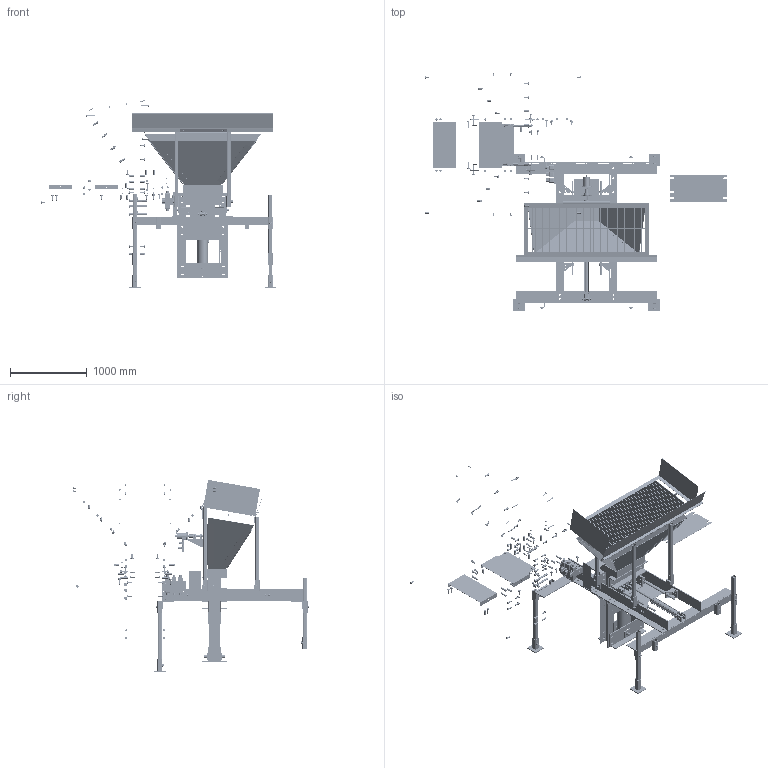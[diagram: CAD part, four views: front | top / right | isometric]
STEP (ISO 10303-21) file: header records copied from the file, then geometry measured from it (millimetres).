
FILE_DESCRIPTION(/* description */ ('Alibre Inc.'),/* implementation_level */ '2;1');
FILE_NAME(/* name */ 'export0',/* time_stamp */ '2014-04-06T21:44:31-05:00',/* author */ (''),/* organization */ (''),/* preprocessor_version */ 'ST-DEVELOPER v14',/* originating_system */ 'Alibre',/* authorisation */ '');
FILE_SCHEMA (('CONFIG_CONTROL_DESIGN'));
Products named in the file (164): ID_1; ID_2; ID_3; ID_4; ID_5; ID_6; ID_7; ID_8; ID_9; ID_10; ID_11; ID_12; ID_13; ID_14; ID_15; ID_16; ID_17; ID_18; ID_19; 97245A521; ID_20; ID_21; ID_22; ID_23; ID_24; ID_25; ID_26; ID_27; ID_28; ID_29; ID_30; ID_31; ID_32; ID_33; ID_34; ID_35; ID_36; ID_37; ID_38; ID_39 ...
Bounding box: 3928.88 x 3094.09 x 2503.95 mm (x, y, z)
Volume: 182247226.2 mm3; surface area: 52519429 mm2
Topology: 708 solids, 708 shells, 11975 faces, 28773 edges, 18501 vertices
Faces by surface type: plane 7914, cylinder 2216, cone 1710, torus 75, bspline 52, sphere 8
Full cylindrical faces by diameter (mm): 6.35 x4, 8.001 x4, 10.356 x10, 12.7 x14, 13.244 x16, 13.494 x32, 13.619 x4, 14.287 x6, 14.288 x2, 15.875 x16, 16.256 x2, 19.05 x8, 19.304 x2, 20.32 x6, 20.637 x24, 20.638 x34, 25.4 x74, 25.527 x30, 27.94 x4, 31.75 x8, 34.925 x8, 53.975 x2
Entity records: 155334 total; most frequent: CARTESIAN_POINT 34113, ORIENTED_EDGE 19208, DIRECTION 17719, EDGE_CURVE 9603, AXIS2_PLACEMENT_3D 6784, VECTOR 6456, LINE 6456, VERTEX_POINT 6341
